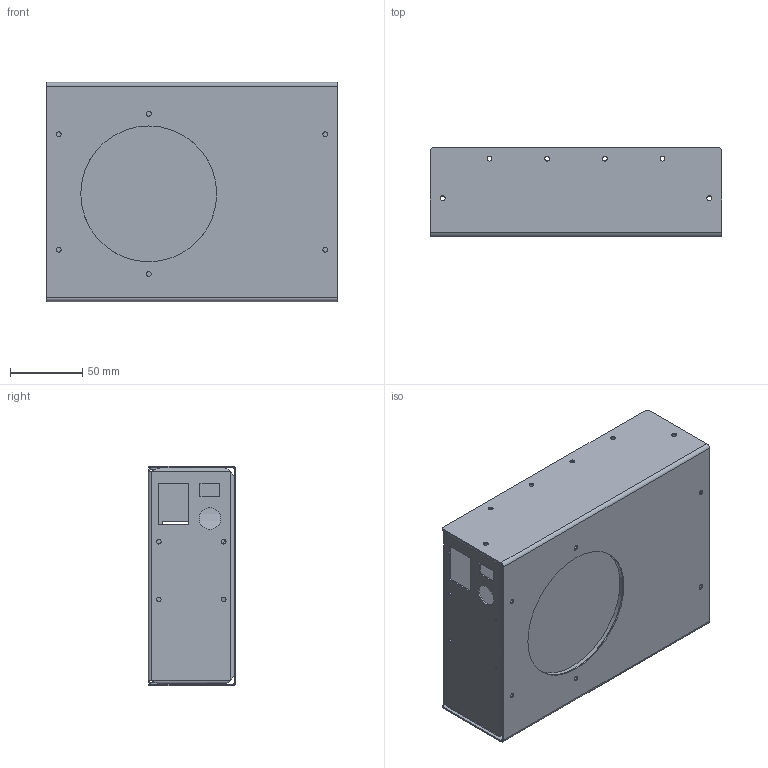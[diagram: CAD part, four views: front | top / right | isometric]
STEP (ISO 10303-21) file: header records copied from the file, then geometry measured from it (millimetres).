
FILE_DESCRIPTION(/* description */ ('Unknown'),/* implementation_level */ '2;1');
FILE_NAME(/* name */ 'EnsableCaja',/* time_stamp */ '2020-06-16T15:48:53-04:00',/* author */ ('Unknown'),/* organization */ ('Unknown'),/* preprocessor_version */ 'ST-DEVELOPER v16.7',/* originating_system */ 'DEX',/* authorisation */ $);
FILE_SCHEMA (('AUTOMOTIVE_DESIGN {1 0 10303 214 3 1 1}'));
Length unit declared in the file: millimetre
Products named in the file (6): EnsableCaja; tapa_v5; aislante; Plato aluminio 110 mm; base_v5
Assembly tree (5 placements, depth 3):
  EnsableCaja
    tapa_v5
      tapa_v5
    aislante
    Plato aluminio 110 mm
    base_v5
Bounding box: 202 x 61 x 152 mm (x, y, z)
Volume: 271142.4 mm3; surface area: 241373.2 mm2
Topology: 4 solids, 4 shells, 223 faces, 532 edges, 339 vertices
Faces by surface type: plane 108, cylinder 99, bspline 16
Full cylindrical faces by diameter (mm): 3.2 x4, 3.4 x38, 4 x2, 9 x20, 12 x1, 15 x1, 16.5 x1, 94.2 x1, 94.5 x1, 102 x2
Entity records: 6823 total; most frequent: CARTESIAN_POINT 1801, DIRECTION 970, ORIENTED_EDGE 846, EDGE_CURVE 423, EDGE_LOOP 414, FACE_BOUND 414, AXIS2_PLACEMENT_3D 373, VERTEX_POINT 303
